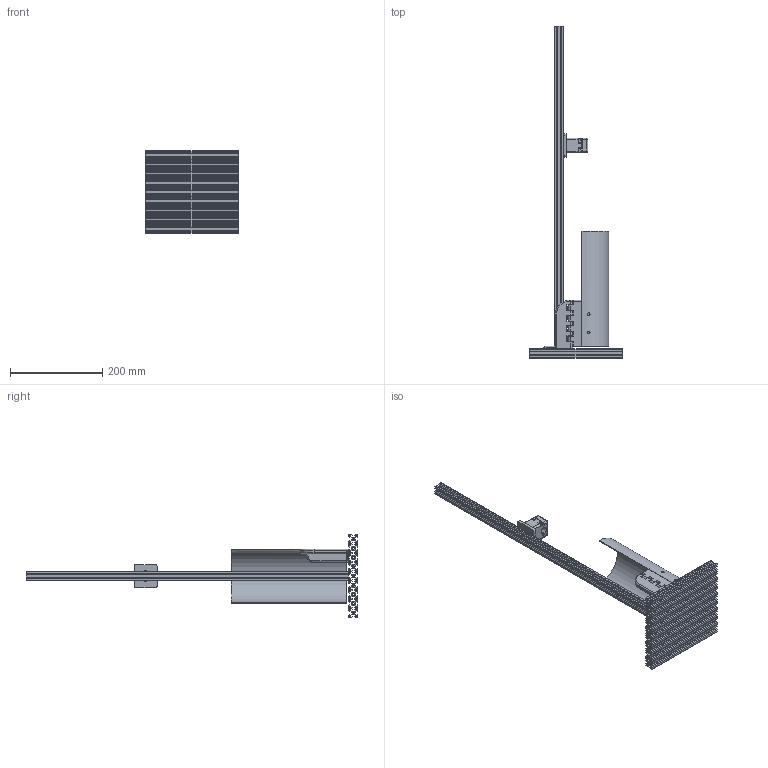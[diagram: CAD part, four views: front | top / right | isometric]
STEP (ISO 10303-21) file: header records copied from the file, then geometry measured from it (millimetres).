
FILE_DESCRIPTION(/* description */ (''),/* implementation_level */ '2;1');
FILE_NAME(/* name */ 'pressure_fillter_mount_clean v1.step',/* time_stamp */ '2021-02-01T23:02:15+01:00',/* author */ (''),/* organization */ (''),/* preprocessor_version */ 'ST-DEVELOPER v18.1',/* originating_system */ 'Autodesk Translation Framework v9.7.1.1290',/* authorisation */ '');
FILE_SCHEMA (('AUTOMOTIVE_DESIGN { 1 0 10303 214 3 1 1 }'));
Length unit declared in the file: millimetre
Products named in the file (1): pressure_fillter_mount_clean
Bounding box: 200 x 720 x 180 mm (x, y, z)
Volume: 640754.8 mm3; surface area: 611086.7 mm2
Topology: 16 solids, 16 shells, 919 faces, 2621 edges, 1738 vertices
Faces by surface type: plane 753, cylinder 151, bspline 7, torus 6, cone 2
Full cylindrical faces by diameter (mm): 4.2 x10, 5 x18, 5.5 x6, 6.5 x4, 7.5 x4, 8.5 x4, 9 x2
Entity records: 30249 total; most frequent: CARTESIAN_POINT 5677, ORIENTED_EDGE 5242, DIRECTION 4746, EDGE_CURVE 2621, LINE 2286, VECTOR 2286, VERTEX_POINT 1738, AXIS2_PLACEMENT_3D 1230
